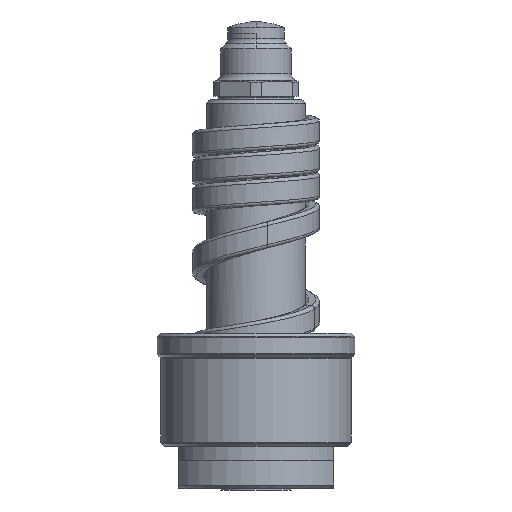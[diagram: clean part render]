
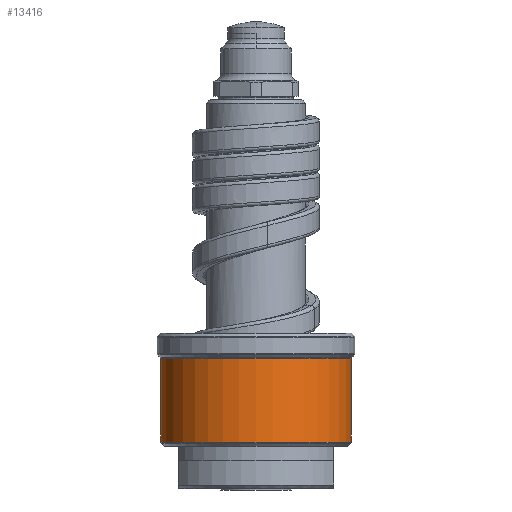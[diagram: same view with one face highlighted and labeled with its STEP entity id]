
A CAD part, front view. The second image highlights one B-rep face of the part: STEP entity #13416.
In plain terms, the highlighted cylindrical face has radius 13.5 mm (diameter 27 mm), a partial arc.
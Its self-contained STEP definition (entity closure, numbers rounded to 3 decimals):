
#4558=CARTESIAN_POINT('',(0.,0.,6.582));
#4559=DIRECTION('',(0.,0.,1.));
#4560=DIRECTION('',(-1.,0.,0.));
#4561=AXIS2_PLACEMENT_3D('',#4558,#4559,#4560);
#4563=DIRECTION('',(0.,0.,-1.));
#4564=VECTOR('',#4563,11.835);
#4565=CARTESIAN_POINT('',(-13.5,0.,18.417));
#4566=LINE('',#4565,#4564);
#4567=CARTESIAN_POINT('',(0.,0.,18.417));
#4568=DIRECTION('',(0.,0.,1.));
#4569=DIRECTION('',(-1.,0.,0.));
#4570=AXIS2_PLACEMENT_3D('',#4567,#4568,#4569);
#4572=DIRECTION('',(0.,0.,-1.));
#4573=VECTOR('',#4572,11.835);
#4574=CARTESIAN_POINT('',(13.5,0.,18.417));
#4575=LINE('',#4574,#4573);
#6102=CARTESIAN_POINT('',(13.5,0.,18.417));
#6103=CARTESIAN_POINT('',(-13.5,0.,18.417));
#6104=VERTEX_POINT('',#6102);
#6105=VERTEX_POINT('',#6103);
#6128=CARTESIAN_POINT('',(13.5,0.,6.582));
#6129=VERTEX_POINT('',#6128);
#6130=CARTESIAN_POINT('',(-13.5,0.,6.582));
#6131=VERTEX_POINT('',#6130);
#13404=CARTESIAN_POINT('',(0.,0.,5.2));
#13405=DIRECTION('',(0.,0.,1.));
#13406=DIRECTION('',(-1.,0.,0.));
#13407=AXIS2_PLACEMENT_3D('',#13404,#13405,#13406);
#13408=CYLINDRICAL_SURFACE('',#13407,13.5);
#13409=ORIENTED_EDGE('',*,*,#8372,.F.);
#13410=ORIENTED_EDGE('',*,*,#13395,.F.);
#13412=ORIENTED_EDGE('',*,*,#13411,.T.);
#13413=ORIENTED_EDGE('',*,*,#13391,.T.);
#13414=EDGE_LOOP('',(#13409,#13410,#13412,#13413));
#13415=FACE_OUTER_BOUND('',#13414,.F.);
#4562=CIRCLE('',#4561,13.5);
#4571=CIRCLE('',#4570,13.5);
#8372=EDGE_CURVE('',#6131,#6129,#4562,.T.);
#13391=EDGE_CURVE('',#6104,#6129,#4575,.T.);
#13395=EDGE_CURVE('',#6105,#6131,#4566,.T.);
#13411=EDGE_CURVE('',#6105,#6104,#4571,.T.);
#13416=ADVANCED_FACE('',(#13415),#13408,.T.);
